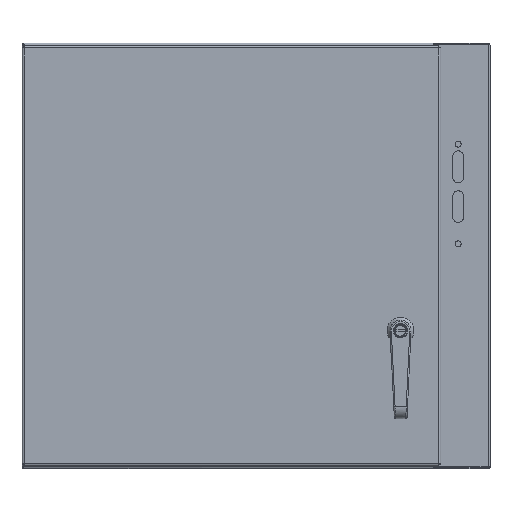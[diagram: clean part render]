
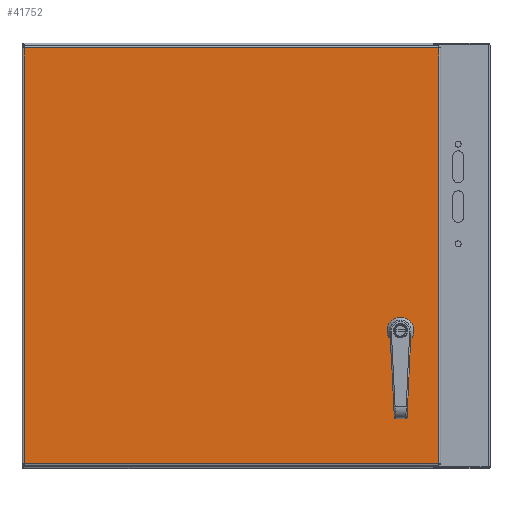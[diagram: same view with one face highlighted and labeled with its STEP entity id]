
A CAD part, top view. The second image highlights one B-rep face of the part: STEP entity #41752.
In plain terms, the highlighted planar face has unit normal (0, 0, 1).
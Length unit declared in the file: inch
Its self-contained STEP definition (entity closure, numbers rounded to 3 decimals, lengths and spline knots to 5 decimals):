
#799 = CARTESIAN_POINT ( 'NONE',  ( 19.84375, 6.07, 8.9175 ) ) ;
#1401 = ORIENTED_EDGE ( 'NONE', *, *, #75825, .F. ) ;
#2352 = EDGE_CURVE ( 'NONE', #36635, #66165, #6633, .T. ) ;
#3583 = EDGE_CURVE ( 'NONE', #15951, #55432, #74702, .T. ) ;
#3710 = CARTESIAN_POINT ( 'NONE',  ( 10.10525, 10., 8.9175 ) ) ;
#3848 = DIRECTION ( 'NONE',  ( 0., 0., 1. ) ) ;
#4850 = ORIENTED_EDGE ( 'NONE', *, *, #47444, .F. ) ;
#5495 = CARTESIAN_POINT ( 'NONE',  ( 27.7875, 6.47, 8.9175 ) ) ;
#5499 = VERTEX_POINT ( 'NONE', #40641 ) ;
#6254 = CARTESIAN_POINT ( 'NONE',  ( 27.3875, 6.25738, 8.9175 ) ) ;
#6276 = VERTEX_POINT ( 'NONE', #76196 ) ;
#6633 = LINE ( 'NONE', #799, #20823 ) ;
#6813 = CARTESIAN_POINT ( 'NONE',  ( 27.57488, 6.87, 8.9175 ) ) ;
#8067 = EDGE_CURVE ( 'NONE', #66165, #38174, #58806, .T. ) ;
#8663 = CARTESIAN_POINT ( 'NONE',  ( 29.58225, 10., 8.9175 ) ) ;
#8669 = CARTESIAN_POINT ( 'NONE',  ( 19.84375, 10., 8.9175 ) ) ;
#9847 = CARTESIAN_POINT ( 'NONE',  ( 19.84375, 0.23025, 8.9175 ) ) ;
#9951 = LINE ( 'NONE', #32505, #42889 ) ;
#10232 = DIRECTION ( 'NONE',  ( -1., 0., 0. ) ) ;
#11711 = VECTOR ( 'NONE', #10232, 39.37008 ) ;
#12057 = DIRECTION ( 'NONE',  ( 0., 1., 0. ) ) ;
#12487 = DIRECTION ( 'NONE',  ( 1., 0., 0. ) ) ;
#14896 = DIRECTION ( 'NONE',  ( 0., 0., -1. ) ) ;
#15120 = ORIENTED_EDGE ( 'NONE', *, *, #23174, .F. ) ;
#15951 = VERTEX_POINT ( 'NONE', #46984 ) ;
#16024 = VECTOR ( 'NONE', #51118, 39.37008 ) ;
#16378 = LINE ( 'NONE', #41219, #45773 ) ;
#17918 = CARTESIAN_POINT ( 'NONE',  ( 27.7875, 6.47, 8.9175 ) ) ;
#18707 = CARTESIAN_POINT ( 'NONE',  ( 19.84375, 19.76975, 8.9175 ) ) ;
#19918 = ORIENTED_EDGE ( 'NONE', *, *, #8067, .F. ) ;
#20439 = AXIS2_PLACEMENT_3D ( 'NONE', #5495, #22597, #52911 ) ;
#20823 = VECTOR ( 'NONE', #30338, 39.37008 ) ;
#21127 = CARTESIAN_POINT ( 'NONE',  ( 10.10525, 19.76975, 8.9175 ) ) ;
#21160 = CARTESIAN_POINT ( 'NONE',  ( 27.3875, 10., 8.9175 ) ) ;
#21496 = DIRECTION ( 'NONE',  ( 0., 1., 0. ) ) ;
#22597 = DIRECTION ( 'NONE',  ( 0., 0., 1. ) ) ;
#22975 = DIRECTION ( 'NONE',  ( -1., 0., 0. ) ) ;
#23174 = EDGE_CURVE ( 'NONE', #6276, #28834, #50686, .T. ) ;
#23903 = EDGE_CURVE ( 'NONE', #38174, #5499, #9951, .T. ) ;
#24238 = VERTEX_POINT ( 'NONE', #6813 ) ;
#24358 = VECTOR ( 'NONE', #63501, 39.37008 ) ;
#26233 = LINE ( 'NONE', #3710, #16024 ) ;
#27292 = FACE_BOUND ( 'NONE', #36038, .T. ) ;
#27938 = CIRCLE ( 'NONE', #20439, 0.453 ) ;
#28156 = CIRCLE ( 'NONE', #41802, 0.453 ) ;
#28834 = VERTEX_POINT ( 'NONE', #6254 ) ;
#30338 = DIRECTION ( 'NONE',  ( 1., 0., 0. ) ) ;
#31768 = CARTESIAN_POINT ( 'NONE',  ( 10.10525, 0.23025, 8.9175 ) ) ;
#32340 = ORIENTED_EDGE ( 'NONE', *, *, #69235, .F. ) ;
#32484 = EDGE_CURVE ( 'NONE', #28834, #36635, #28156, .T. ) ;
#32505 = CARTESIAN_POINT ( 'NONE',  ( 28.1875, 10., 8.9175 ) ) ;
#33227 = ORIENTED_EDGE ( 'NONE', *, *, #41318, .F. ) ;
#33582 = ORIENTED_EDGE ( 'NONE', *, *, #66080, .F. ) ;
#34882 = ORIENTED_EDGE ( 'NONE', *, *, #3583, .F. ) ;
#35389 = ORIENTED_EDGE ( 'NONE', *, *, #23903, .F. ) ;
#35805 = LINE ( 'NONE', #18707, #58557 ) ;
#36038 = EDGE_LOOP ( 'NONE', ( #4850, #35389, #19918, #47227, #38916, #15120, #1401, #75579 ) ) ;
#36635 = VERTEX_POINT ( 'NONE', #75619 ) ;
#37187 = AXIS2_PLACEMENT_3D ( 'NONE', #8669, #14896, #21496 ) ;
#37391 = CIRCLE ( 'NONE', #48601, 0.453 ) ;
#38174 = VERTEX_POINT ( 'NONE', #38196 ) ;
#38196 = CARTESIAN_POINT ( 'NONE',  ( 28.1875, 6.25738, 8.9175 ) ) ;
#38311 = DIRECTION ( 'NONE',  ( 0., 1., 0. ) ) ;
#38916 = ORIENTED_EDGE ( 'NONE', *, *, #32484, .F. ) ;
#40641 = CARTESIAN_POINT ( 'NONE',  ( 28.1875, 6.68262, 8.9175 ) ) ;
#41219 = CARTESIAN_POINT ( 'NONE',  ( 19.84375, 6.87, 8.9175 ) ) ;
#41318 = EDGE_CURVE ( 'NONE', #76025, #69206, #26233, .T. ) ;
#41752 = ADVANCED_FACE ( 'NONE', ( #61920, #27292 ), #51020, .F. ) ;
#41802 = AXIS2_PLACEMENT_3D ( 'NONE', #56721, #3848, #54925 ) ;
#42889 = VECTOR ( 'NONE', #38311, 39.37008 ) ;
#43160 = EDGE_CURVE ( 'NONE', #47324, #24238, #16378, .T. ) ;
#45773 = VECTOR ( 'NONE', #22975, 39.37008 ) ;
#46984 = CARTESIAN_POINT ( 'NONE',  ( 29.58225, 19.76975, 8.9175 ) ) ;
#47227 = ORIENTED_EDGE ( 'NONE', *, *, #2352, .F. ) ;
#47324 = VERTEX_POINT ( 'NONE', #52528 ) ;
#47444 = EDGE_CURVE ( 'NONE', #5499, #47324, #27938, .T. ) ;
#48601 = AXIS2_PLACEMENT_3D ( 'NONE', #17918, #60254, #12057 ) ;
#48900 = VECTOR ( 'NONE', #62685, 39.37008 ) ;
#50686 = LINE ( 'NONE', #21160, #24358 ) ;
#51020 = PLANE ( 'NONE',  #37187 ) ;
#51118 = DIRECTION ( 'NONE',  ( 0., 1., 0. ) ) ;
#52528 = CARTESIAN_POINT ( 'NONE',  ( 28.00012, 6.87, 8.9175 ) ) ;
#52911 = DIRECTION ( 'NONE',  ( 0., 1., 0. ) ) ;
#54078 = DIRECTION ( 'NONE',  ( 0., 0., 1. ) ) ;
#54925 = DIRECTION ( 'NONE',  ( 0., 1., 0. ) ) ;
#55432 = VERTEX_POINT ( 'NONE', #56099 ) ;
#56099 = CARTESIAN_POINT ( 'NONE',  ( 29.58225, 0.23025, 8.9175 ) ) ;
#56721 = CARTESIAN_POINT ( 'NONE',  ( 27.7875, 6.47, 8.9175 ) ) ;
#58557 = VECTOR ( 'NONE', #12487, 39.37008 ) ;
#58806 = CIRCLE ( 'NONE', #61227, 0.453 ) ;
#60254 = DIRECTION ( 'NONE',  ( 0., 0., 1. ) ) ;
#61227 = AXIS2_PLACEMENT_3D ( 'NONE', #71147, #54078, #64945 ) ;
#61920 = FACE_OUTER_BOUND ( 'NONE', #62215, .T. ) ;
#62215 = EDGE_LOOP ( 'NONE', ( #34882, #33582, #33227, #32340 ) ) ;
#62685 = DIRECTION ( 'NONE',  ( 0., -1., 0. ) ) ;
#63501 = DIRECTION ( 'NONE',  ( 0., -1., 0. ) ) ;
#64945 = DIRECTION ( 'NONE',  ( 0., 1., 0. ) ) ;
#66080 = EDGE_CURVE ( 'NONE', #69206, #15951, #35805, .T. ) ;
#66165 = VERTEX_POINT ( 'NONE', #71552 ) ;
#69206 = VERTEX_POINT ( 'NONE', #21127 ) ;
#69235 = EDGE_CURVE ( 'NONE', #55432, #76025, #73968, .T. ) ;
#71147 = CARTESIAN_POINT ( 'NONE',  ( 27.7875, 6.47, 8.9175 ) ) ;
#71552 = CARTESIAN_POINT ( 'NONE',  ( 28.00012, 6.07, 8.9175 ) ) ;
#73968 = LINE ( 'NONE', #9847, #11711 ) ;
#74702 = LINE ( 'NONE', #8663, #48900 ) ;
#75579 = ORIENTED_EDGE ( 'NONE', *, *, #43160, .F. ) ;
#75619 = CARTESIAN_POINT ( 'NONE',  ( 27.57488, 6.07, 8.9175 ) ) ;
#75825 = EDGE_CURVE ( 'NONE', #24238, #6276, #37391, .T. ) ;
#76025 = VERTEX_POINT ( 'NONE', #31768 ) ;
#76196 = CARTESIAN_POINT ( 'NONE',  ( 27.3875, 6.68262, 8.9175 ) ) ;
